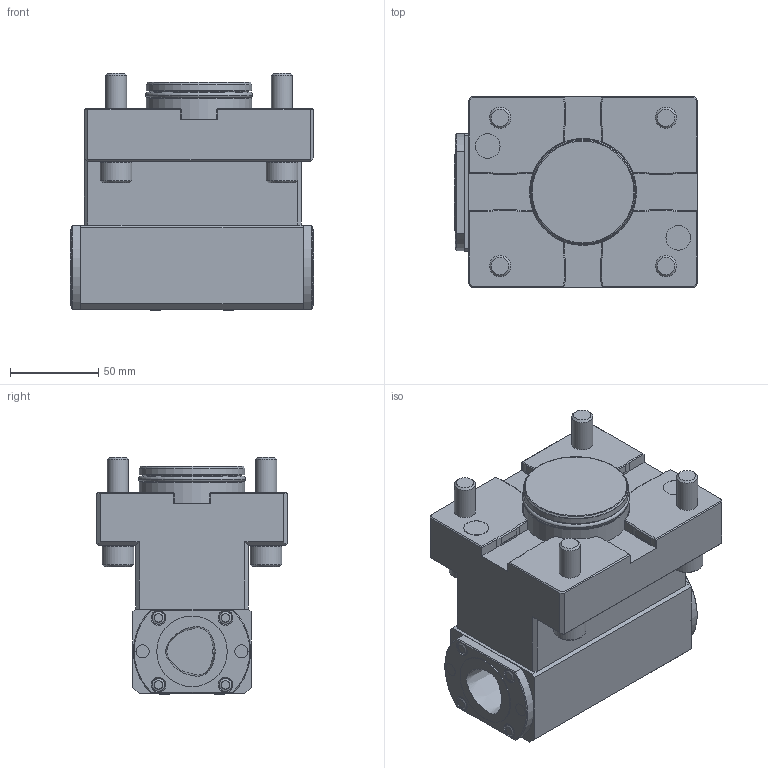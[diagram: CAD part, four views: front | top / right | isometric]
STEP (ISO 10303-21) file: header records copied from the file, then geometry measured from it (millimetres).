
FILE_DESCRIPTION(/* description */ (''),/* implementation_level */ '2;1');
FILE_NAME(/* name */ '1616150070298.stp',/* time_stamp */ '2021-03-19T11:34:38+01:00',/* author */ (''),/* organization */ ('SMS'),/* preprocessor_version */ 'ST-DEVELOPER v16.7',/* originating_system */ 'SIEMENS PLM Software NX 12.0',/* authorisation */ '');
FILE_SCHEMA (('AUTOMOTIVE_DESIGN { 1 0 10303 214 3 1 1 1 }'));
Length unit declared in the file: millimetre
Products named in the file (1): 203437807mod000_00
Bounding box: 137.95 x 108 x 134.5 mm (x, y, z)
Volume: 1158150.2 mm3; surface area: 100616.5 mm2
Topology: 1 solids, 1 shells, 344 faces, 856 edges, 540 vertices
Faces by surface type: plane 171, cylinder 75, cone 70, torus 16, sphere 10, bspline 2
Full cylindrical faces by diameter (mm): 2.5 x2, 4.495 x8, 5.183 x8, 5.694 x2, 5.994 x8, 7.193 x8, 7.992 x2, 11.988 x4, 13.986 x2, 17.982 x4, 39.96 x2, 55.145 x1, 59.84 x2, 59.9 x1, 60.639 x1
Entity records: 9770 total; most frequent: CARTESIAN_POINT 2527, DIRECTION 1509, ORIENTED_EDGE 1302, EDGE_CURVE 651, AXIS2_PLACEMENT_3D 595, EDGE_LOOP 505, VERTEX_POINT 460, ADVANCED_FACE 340
